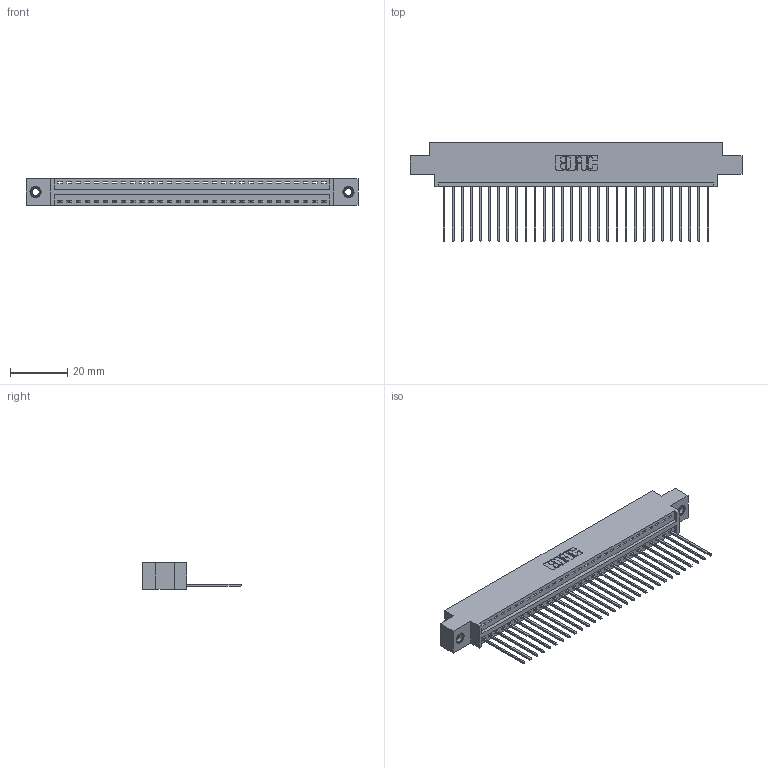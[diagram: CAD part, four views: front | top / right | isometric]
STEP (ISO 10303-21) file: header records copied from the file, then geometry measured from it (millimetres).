
FILE_DESCRIPTION (( 'STEP AP203' ), '1' );
FILE_NAME ('346-030-541-607.STEP', '2018-08-22T05:31:42', ( '' ), ( '' ), 'SwSTEP 2.0', 'SolidWorks 2016', '' );
FILE_SCHEMA (( 'CONFIG_CONTROL_DESIGN' ));
Length unit declared in the file: inch
Products named in the file (4): 345-250-001_345-250-005-103; 346-030-541-607; 346 Part_0.170 Offset - 0.156 Dia-TI; 345-292-001_345-293-141
Assembly tree (33 placements, depth 2):
  346-030-541-607
    346 Part_0.170 Offset - 0.156 Dia-TI
    345-292-001_345-293-141  x30
    345-250-001_345-250-005-103  x2
Bounding box: 115.82 x 34.29 x 9.4 mm (x, y, z)
Volume: 10935.1 mm3; surface area: 14324.3 mm2
Topology: 33 solids, 33 shells, 1926 faces, 5757 edges, 3790 vertices
Faces by surface type: plane 1312, cylinder 598, cone 12, torus 4
Entity records: 21570 total; most frequent: CARTESIAN_POINT 3685, ORIENTED_EDGE 3642, DIRECTION 3291, EDGE_CURVE 1821, LINE 1549, VECTOR 1549, VERTEX_POINT 1208, AXIS2_PLACEMENT_3D 871
